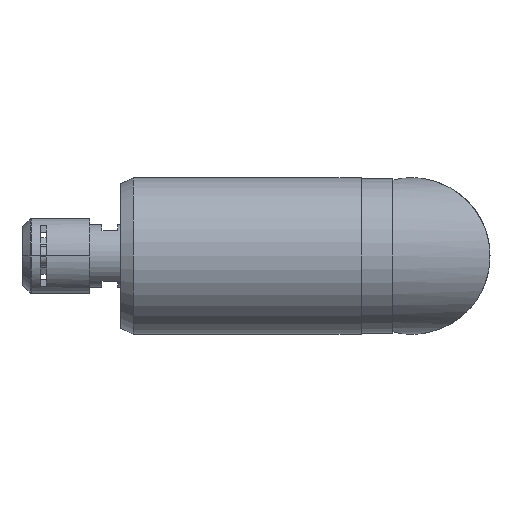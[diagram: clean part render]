
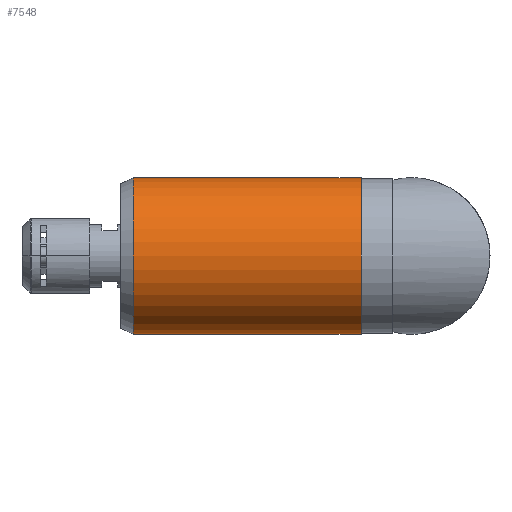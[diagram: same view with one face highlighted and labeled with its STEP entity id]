
A CAD part, left-side view. The second image highlights one B-rep face of the part: STEP entity #7548.
In plain terms, the highlighted cylindrical face has radius 12.5 mm (diameter 25 mm), a partial arc.
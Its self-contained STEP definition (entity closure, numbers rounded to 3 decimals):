
#2883 = CARTESIAN_POINT ( 'NONE',  ( 0., 10.6, -12.5 ) ) ;
#3015 = CARTESIAN_POINT ( 'NONE',  ( 0., 10.6, 12.5 ) ) ;
#3026 = DIRECTION ( 'NONE',  ( 0., 0., 1. ) ) ;
#3259 = CIRCLE ( 'NONE', #3272, 12.5 ) ;
#3270 = DIRECTION ( 'NONE',  ( 0., 1., 0. ) ) ;
#3271 = CARTESIAN_POINT ( 'NONE',  ( 0., 47., 0. ) ) ;
#3272 = AXIS2_PLACEMENT_3D ( 'NONE', #3271, #3270, #3026 ) ;
#3366 = CARTESIAN_POINT ( 'NONE',  ( 0., 47., -12.5 ) ) ;
#3536 = CARTESIAN_POINT ( 'NONE',  ( 0., 47., 12.5 ) ) ;
#3647 = DIRECTION ( 'NONE',  ( 0., 1., 0. ) ) ;
#3648 = VECTOR ( 'NONE', #3647, 1000. ) ;
#3650 = CARTESIAN_POINT ( 'NONE',  ( 0., 105.901, -12.5 ) ) ;
#3651 = LINE ( 'NONE', #3650, #3648 ) ;
#3659 = DIRECTION ( 'NONE',  ( 0., 1., 0. ) ) ;
#3660 = CARTESIAN_POINT ( 'NONE',  ( 0., 105.901, 12.5 ) ) ;
#3739 = VECTOR ( 'NONE', #3659, 1000. ) ;
#3741 = LINE ( 'NONE', #3660, #3739 ) ;
#4228 = AXIS2_PLACEMENT_3D ( 'NONE', #4382, #4256, #4255 ) ;
#4255 = DIRECTION ( 'NONE',  ( 0., 0., 1. ) ) ;
#4256 = DIRECTION ( 'NONE',  ( 0., 1., 0. ) ) ;
#4328 = CARTESIAN_POINT ( 'NONE',  ( 0., 105.901, 0. ) ) ;
#4329 = FACE_OUTER_BOUND ( 'NONE', #7515, .T. ) ;
#4330 = AXIS2_PLACEMENT_3D ( 'NONE', #4328, #4435, #4434 ) ;
#4359 = CYLINDRICAL_SURFACE ( 'NONE', #4330, 12.5 ) ;
#4382 = CARTESIAN_POINT ( 'NONE',  ( 0., 10.6, 0. ) ) ;
#4388 = CIRCLE ( 'NONE', #4228, 12.5 ) ;
#4434 = DIRECTION ( 'NONE',  ( 0., 0., 1. ) ) ;
#4435 = DIRECTION ( 'NONE',  ( 0., 1., 0. ) ) ;
#7153 = VERTEX_POINT ( 'NONE', #3366 ) ;
#7208 = VERTEX_POINT ( 'NONE', #3536 ) ;
#7262 = VERTEX_POINT ( 'NONE', #3015 ) ;
#7263 = VERTEX_POINT ( 'NONE', #2883 ) ;
#7338 = EDGE_CURVE ( 'NONE', #7263, #7153, #3651, .T. ) ;
#7340 = EDGE_CURVE ( 'NONE', #7262, #7208, #3741, .T. ) ;
#7362 = ORIENTED_EDGE ( 'NONE', *, *, #7338, .F. ) ;
#7364 = EDGE_CURVE ( 'NONE', #7153, #7208, #3259, .T. ) ;
#7385 = ORIENTED_EDGE ( 'NONE', *, *, #7364, .F. ) ;
#7515 = EDGE_LOOP ( 'NONE', ( #7362, #7538, #7534, #7385 ) ) ;
#7529 = EDGE_CURVE ( 'NONE', #7263, #7262, #4388, .T. ) ;
#7534 = ORIENTED_EDGE ( 'NONE', *, *, #7340, .T. ) ;
#7538 = ORIENTED_EDGE ( 'NONE', *, *, #7529, .T. ) ;
#7548 = ADVANCED_FACE ( 'NONE', ( #4329 ), #4359, .T. ) ;
